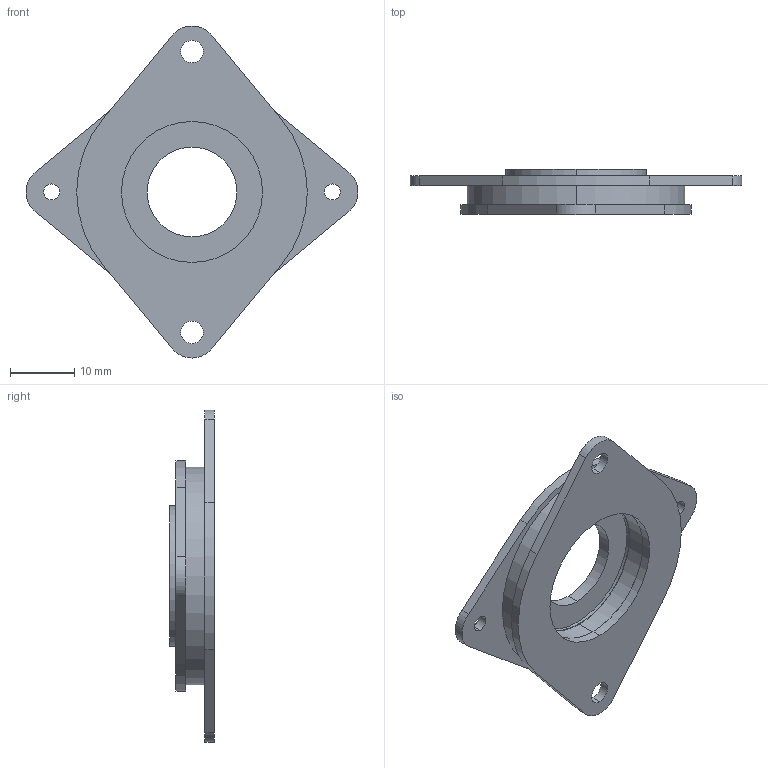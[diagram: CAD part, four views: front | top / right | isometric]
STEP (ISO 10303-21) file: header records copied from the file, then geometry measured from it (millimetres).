
FILE_DESCRIPTION (( 'STEP AP214' ), '1' );
FILE_NAME ('4696325000013.STEP', '2016-10-27T07:01:12', ( 'Windows' ), ( 'Microsoft' ), 'SwSTEP 2.0', 'SolidWorks 2012', '' );
FILE_SCHEMA (( 'AUTOMOTIVE_DESIGN' ));
Length unit declared in the file: millimetre
Products named in the file (1): 4696325000013
Bounding box: 51.81 x 7 x 51.83 mm (x, y, z)
Volume: 4488.4 mm3; surface area: 3984.4 mm2
Topology: 1 solids, 1 shells, 46 faces, 114 edges, 76 vertices
Faces by surface type: cylinder 30, plane 16
Entity records: 1958 total; most frequent: DIRECTION 268, CARTESIAN_POINT 237, ORIENTED_EDGE 228, EDGE_CURVE 114, AXIS2_PLACEMENT_3D 107, VERTEX_POINT 76, EDGE_LOOP 62, CIRCLE 60
